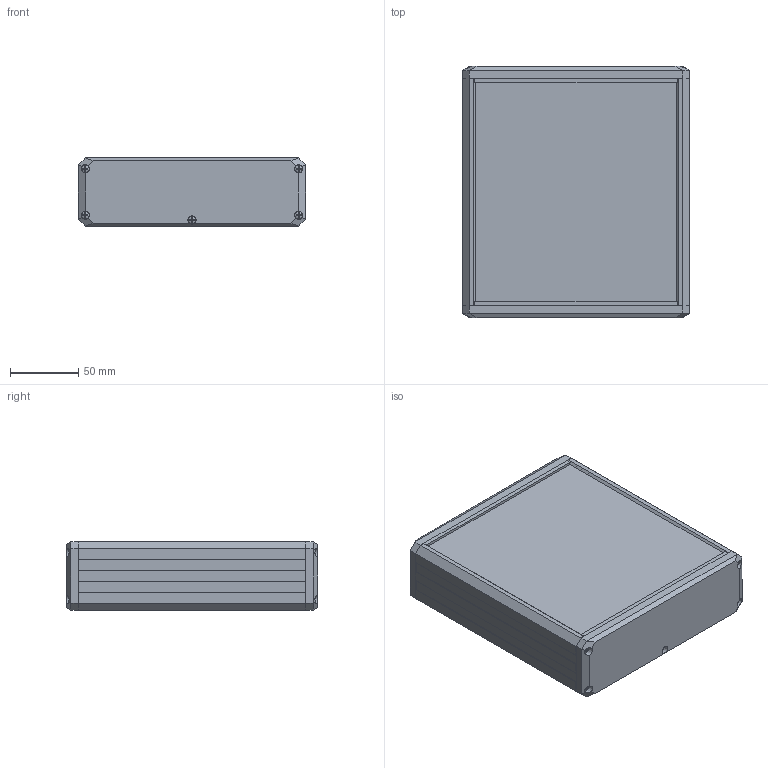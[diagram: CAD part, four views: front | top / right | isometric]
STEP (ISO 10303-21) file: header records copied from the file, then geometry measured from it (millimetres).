
FILE_DESCRIPTION(/* description */ (''),/* implementation_level */ '2;1');
FILE_NAME(/* name */ '1501101800 - DB 4180.stp',/* time_stamp */ '2019-09-11T14:58:18+02:00',/* author */ ('alexander.rose'),/* organization */ (''),/* preprocessor_version */ 'ST-DEVELOPER v17',/* originating_system */ 'Autodesk Inventor 2019',/* authorisation */ '');
FILE_SCHEMA (('AUTOMOTIVE_DESIGN { 1 0 10303 214 3 1 1 }'));
Length unit declared in the file: millimetre
Products named in the file (7): 1501101800 - DB 4180; Profil DB 4 166x50 _ konfigurierbar; Frontplatte DB 4 _ konfigurierbar; 1520100502-Kappe DB 4; WUERTH 013729 13 self-tapping screw  DIN 7983 ST2.9x13-C-H VORDEF A2S
 ST; 1520100502-Kappe DB 4_MIR; 1990000000 - C2,9 x 13 (DIN 7983)_MIR1
Assembly tree (14 placements, depth 2):
  1501101800 - DB 4180
    Profil DB 4 166x50 _ konfigurierbar
    Frontplatte DB 4 _ konfigurierbar
    1520100502-Kappe DB 4
    WUERTH 013729 13 self-tapping screw  DIN 7983 ST2.9x13-C-H VORDEF A2S
 ST  x5
    1520100502-Kappe DB 4_MIR
    1990000000 - C2,9 x 13 (DIN 7983)_MIR1  x5
Bounding box: 166 x 184 x 50 mm (x, y, z)
Volume: 286183.9 mm3; surface area: 227413.3 mm2
Topology: 14 solids, 14 shells, 760 faces, 2222 edges, 1488 vertices
Faces by surface type: plane 567, cone 124, cylinder 49, torus 10, bspline 10
Full cylindrical faces by diameter (mm): 2.9 x10, 5.5 x10
Entity records: 18502 total; most frequent: CARTESIAN_POINT 3449, ORIENTED_EDGE 3144, DIRECTION 2970, EDGE_CURVE 1572, LINE 1180, VECTOR 1180, VERTEX_POINT 1048, AXIS2_PLACEMENT_3D 895
